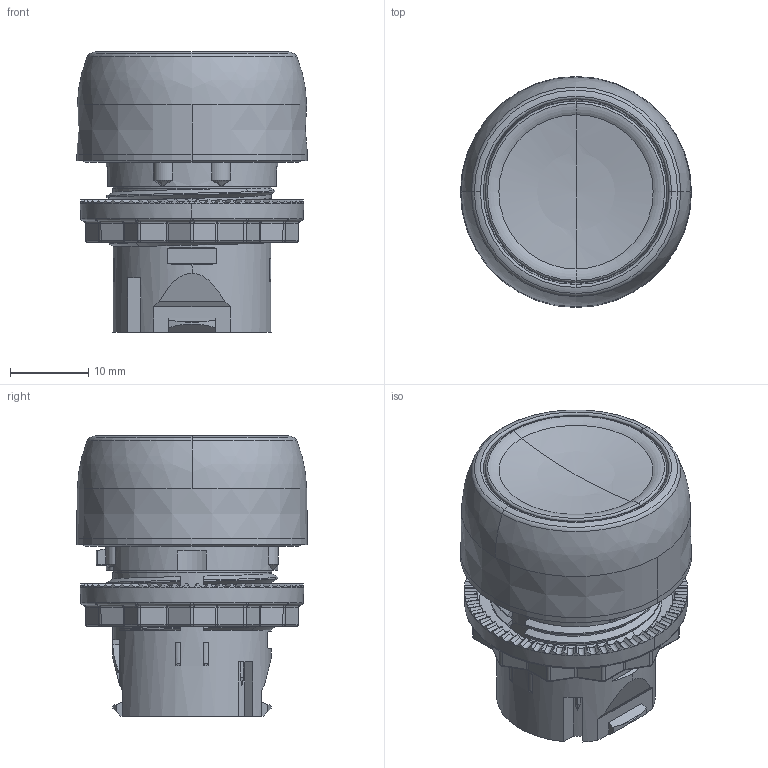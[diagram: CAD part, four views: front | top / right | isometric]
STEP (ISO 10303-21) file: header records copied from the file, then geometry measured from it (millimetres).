
FILE_DESCRIPTION((''),'2;1');
FILE_NAME('40359-505_ASM','2009-11-02T',('lxfan'),('Rockwell Automation'),'PRO/ENGINEER BY PARAMETRIC TECHNOLOGY CORPORATION, 2005110','PRO/ENGINEER BY PARAMETRIC TECHNOLOGY CORPORATION, 2005110','');
FILE_SCHEMA(('CONFIG_CONTROL_DESIGN'));
Length unit declared in the file: millimetre
Products named in the file (12): 40359-186; 40359-107; 40359-085; 40359-084; 40359-203; 40359-188; 40359-189; 40359-253; 40359-190; 40359-031; 40359-067; 40359-505_ASM
Assembly tree (11 placements, depth 2):
  40359-505_ASM
    40359-186
    40359-107
    40359-085
    40359-084
    40359-203
    40359-188
    40359-189
    40359-253
    40359-190
    40359-031
    40359-067
Bounding box: 29.6 x 29.6 x 35.98 mm (x, y, z)
Volume: 9937.9 mm3; surface area: 16538.8 mm2
Topology: 11 solids, 11 shells, 2113 faces, 5550 edges, 3447 vertices
Faces by surface type: plane 559, bspline 542, cylinder 437, cone 285, torus 232, sphere 58
Entity records: 100241 total; most frequent: CARTESIAN_POINT 52192, ORIENTED_EDGE 11050, DIRECTION 8792, EDGE_CURVE 5525, AXIS2_PLACEMENT_3D 3582, VERTEX_POINT 3447, EDGE_LOOP 2160, FACE_OUTER_BOUND 2113
